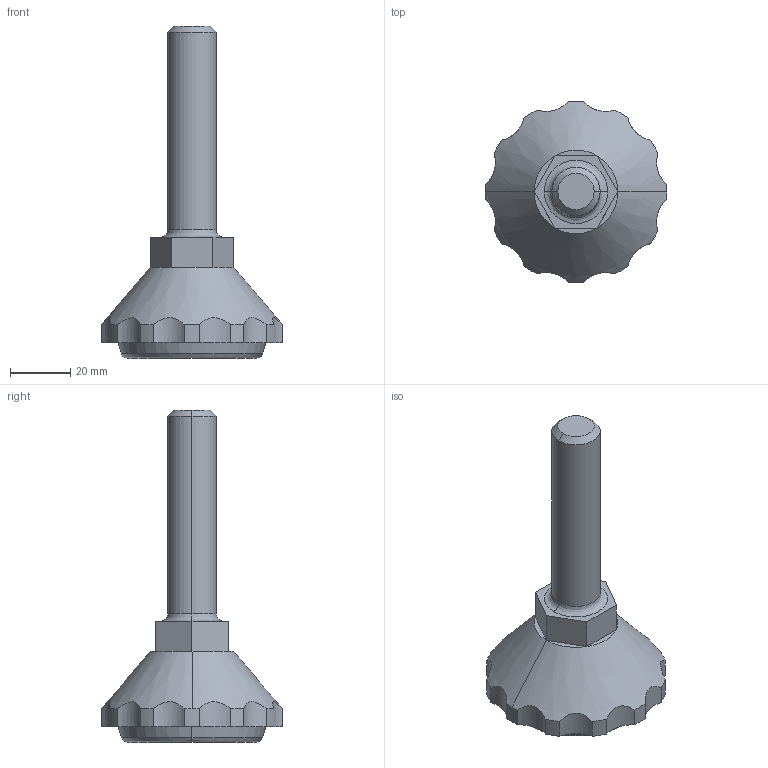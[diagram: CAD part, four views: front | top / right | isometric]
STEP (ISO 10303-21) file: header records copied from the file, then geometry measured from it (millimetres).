
FILE_DESCRIPTION( (''), '2;1');
FILE_NAME ('PC50.16592.TM_170R_G_6156.stp','2021-03-03T09:26:49',(''),(''),'spGate 17.5.1','','');
FILE_SCHEMA (('AUTOMOTIVE_DESIGN'));
Length unit declared in the file: millimetre
Products named in the file (5): Assembly; washer; screw; rubber pad; bolt
Assembly tree (4 placements, depth 2):
  Assembly
    washer
    screw
    rubber pad
    bolt
Bounding box: 60 x 59.98 x 110 mm (x, y, z)
Volume: 68155.2 mm3; surface area: 19065.5 mm2
Topology: 4 solids, 4 shells, 108 faces, 257 edges, 163 vertices
Faces by surface type: cylinder 48, plane 42, bspline 16, sphere 2
Entity records: 5823 total; most frequent: CARTESIAN_POINT 1186, DIRECTION 516, ORIENTED_EDGE 514, COLOUR_RGB 369, PRESENTATION_STYLE_ASSIGNMENT 369, STYLED_ITEM 369, EDGE_CURVE 257, DRAUGHTING_PRE_DEFINED_CURVE_FONT 257
